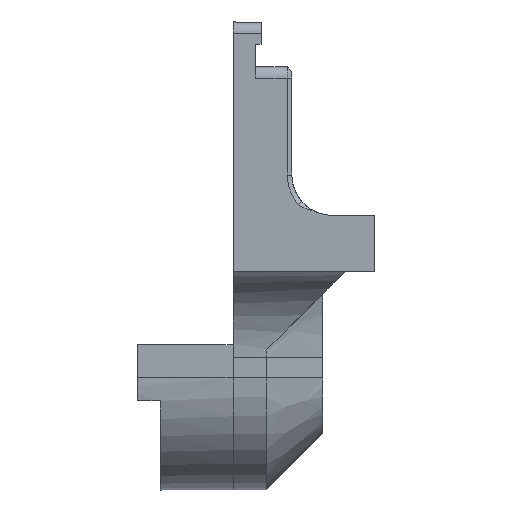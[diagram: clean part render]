
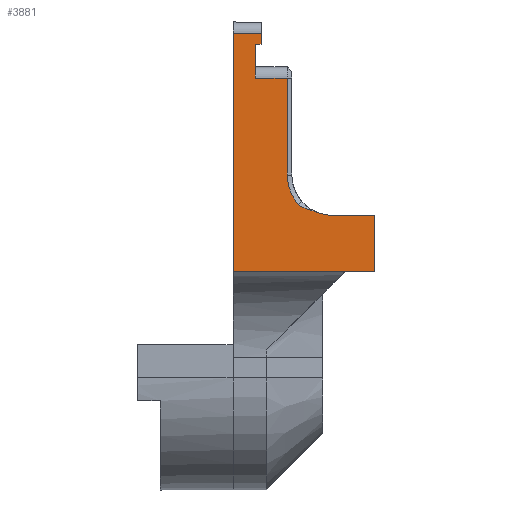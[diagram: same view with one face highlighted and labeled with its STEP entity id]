
A CAD part, front view. The second image highlights one B-rep face of the part: STEP entity #3881.
In plain terms, the highlighted face is planar.
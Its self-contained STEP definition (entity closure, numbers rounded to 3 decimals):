
#18=B_SPLINE_CURVE_WITH_KNOTS('',3,(#5958,#5959,#5960,#5961,#5962,#5963,
#5964,#5965,#5966,#5967),.UNSPECIFIED.,.F.,.F.,(4,2,2,2,4),(0.626,
0.628,0.646,0.66,0.672),
 .UNSPECIFIED.);
#114=PLANE('',#4173);
#267=FACE_OUTER_BOUND('',#502,.T.);
#502=EDGE_LOOP('',(#2863,#2864,#2865,#2866,#2867,#2868,#2869,#2870,#2871,
#2872,#2873,#2874,#2875,#2876,#2877));
#748=LINE('',#5815,#1177);
#749=LINE('',#5820,#1178);
#765=LINE('',#5852,#1194);
#769=LINE('',#5861,#1198);
#793=LINE('',#5950,#1222);
#794=LINE('',#5952,#1223);
#796=LINE('',#5971,#1225);
#797=LINE('',#5973,#1226);
#798=LINE('',#5975,#1227);
#799=LINE('',#5977,#1228);
#800=LINE('',#5979,#1229);
#801=LINE('',#5980,#1230);
#1177=VECTOR('',#4623,10.);
#1178=VECTOR('',#4628,10.);
#1194=VECTOR('',#4646,10.);
#1198=VECTOR('',#4652,10.);
#1222=VECTOR('',#4728,10.);
#1223=VECTOR('',#4731,10.);
#1225=VECTOR('',#4739,1000.);
#1226=VECTOR('',#4740,1000.);
#1227=VECTOR('',#4741,1000.);
#1228=VECTOR('',#4742,1000.);
#1229=VECTOR('',#4743,1000.);
#1230=VECTOR('',#4744,1000.);
#1604=CIRCLE('',#4174,3.6);
#1605=CIRCLE('',#4175,4.);
#1750=VERTEX_POINT('',#5812);
#1751=VERTEX_POINT('',#5814);
#1752=VERTEX_POINT('',#5818);
#1753=VERTEX_POINT('',#5819);
#1768=VERTEX_POINT('',#5851);
#1771=VERTEX_POINT('',#5859);
#1772=VERTEX_POINT('',#5860);
#1812=VERTEX_POINT('',#5955);
#1813=VERTEX_POINT('',#5957);
#1814=VERTEX_POINT('',#5968);
#1815=VERTEX_POINT('',#5970);
#1816=VERTEX_POINT('',#5972);
#1817=VERTEX_POINT('',#5974);
#1818=VERTEX_POINT('',#5976);
#1819=VERTEX_POINT('',#5978);
#2134=EDGE_CURVE('',#1750,#1751,#748,.T.);
#2136=EDGE_CURVE('',#1752,#1753,#749,.T.);
#2152=EDGE_CURVE('',#1753,#1768,#765,.T.);
#2156=EDGE_CURVE('',#1771,#1772,#769,.T.);
#2202=EDGE_CURVE('',#1768,#1750,#793,.T.);
#2203=EDGE_CURVE('',#1751,#1771,#794,.T.);
#2205=EDGE_CURVE('',#1752,#1812,#1604,.T.);
#2206=EDGE_CURVE('',#1813,#1812,#18,.T.);
#2207=EDGE_CURVE('',#1813,#1814,#1605,.T.);
#2208=EDGE_CURVE('',#1814,#1815,#796,.T.);
#2209=EDGE_CURVE('',#1815,#1816,#797,.T.);
#2210=EDGE_CURVE('',#1816,#1817,#798,.T.);
#2211=EDGE_CURVE('',#1818,#1817,#799,.T.);
#2212=EDGE_CURVE('',#1818,#1819,#800,.T.);
#2213=EDGE_CURVE('',#1819,#1772,#801,.T.);
#2863=ORIENTED_EDGE('',*,*,#2156,.F.);
#2864=ORIENTED_EDGE('',*,*,#2203,.F.);
#2865=ORIENTED_EDGE('',*,*,#2134,.F.);
#2866=ORIENTED_EDGE('',*,*,#2202,.F.);
#2867=ORIENTED_EDGE('',*,*,#2152,.F.);
#2868=ORIENTED_EDGE('',*,*,#2136,.F.);
#2869=ORIENTED_EDGE('',*,*,#2205,.T.);
#2870=ORIENTED_EDGE('',*,*,#2206,.F.);
#2871=ORIENTED_EDGE('',*,*,#2207,.T.);
#2872=ORIENTED_EDGE('',*,*,#2208,.T.);
#2873=ORIENTED_EDGE('',*,*,#2209,.T.);
#2874=ORIENTED_EDGE('',*,*,#2210,.T.);
#2875=ORIENTED_EDGE('',*,*,#2211,.F.);
#2876=ORIENTED_EDGE('',*,*,#2212,.T.);
#2877=ORIENTED_EDGE('',*,*,#2213,.T.);
#3881=ADVANCED_FACE('',(#267),#114,.T.);
#4173=AXIS2_PLACEMENT_3D('',#5954,#4733,#4734);
#4174=AXIS2_PLACEMENT_3D('',#5956,#4735,#4736);
#4175=AXIS2_PLACEMENT_3D('',#5969,#4737,#4738);
#4623=DIRECTION('',(-0.707,0.707,0.));
#4628=DIRECTION('',(1.,0.,0.));
#4646=DIRECTION('',(0.,1.,0.));
#4652=DIRECTION('',(0.,-1.,0.));
#4728=DIRECTION('',(-1.,0.,0.));
#4731=DIRECTION('',(-1.,0.,0.));
#4733=DIRECTION('center_axis',(0.,0.,
-1.));
#4734=DIRECTION('ref_axis',(-1.,0.,0.));
#4735=DIRECTION('center_axis',(0.,0.,
1.));
#4736=DIRECTION('ref_axis',(0.,1.,0.));
#4737=DIRECTION('center_axis',(0.,0.,
1.));
#4738=DIRECTION('ref_axis',(-1.,0.,0.));
#4739=DIRECTION('',(0.,-1.,0.));
#4740=DIRECTION('',(-1.,0.,0.));
#4741=DIRECTION('',(0.,-1.,0.));
#4742=DIRECTION('',(-1.,0.,0.));
#4743=DIRECTION('',(0.,-1.,0.));
#4744=DIRECTION('',(-1.,0.,0.));
#5812=CARTESIAN_POINT('',(636.5,-44.05,278.035));
#5814=CARTESIAN_POINT('',(636.494,-44.044,278.035));
#5815=CARTESIAN_POINT('',(640.331,-47.881,278.035));
#5818=CARTESIAN_POINT('',(635.35,-49.05,278.035));
#5819=CARTESIAN_POINT('',(639.1,-49.05,278.035));
#5820=CARTESIAN_POINT('',(629.649,-49.05,278.035));
#5851=CARTESIAN_POINT('',(639.1,-44.05,278.035));
#5852=CARTESIAN_POINT('',(639.1,-49.61,278.035));
#5859=CARTESIAN_POINT('',(626.5,-44.044,278.035));
#5860=CARTESIAN_POINT('',(626.5,-65.3,278.035));
#5861=CARTESIAN_POINT('',(626.5,-49.61,278.035));
#5950=CARTESIAN_POINT('',(632.8,-44.05,278.035));
#5952=CARTESIAN_POINT('',(632.6,-44.044,278.035));
#5954=CARTESIAN_POINT('Origin',(638.7,-59.175,278.035));
#5955=CARTESIAN_POINT('',(633.744,-49.428,278.035));
#5956=CARTESIAN_POINT('Origin',(635.35,-52.65,278.035));
#5957=CARTESIAN_POINT('',(632.31,-50.05,278.035));
#5958=CARTESIAN_POINT('Ctrl Pts',(632.31,-50.05,278.035));
#5959=CARTESIAN_POINT('Ctrl Pts',(632.319,-50.043,278.035));
#5960=CARTESIAN_POINT('Ctrl Pts',(632.341,-50.025,278.035));
#5961=CARTESIAN_POINT('Ctrl Pts',(632.53,-49.881,278.035));
#5962=CARTESIAN_POINT('Ctrl Pts',(632.729,-49.78,278.035));
#5963=CARTESIAN_POINT('Ctrl Pts',(633.059,-49.641,278.035));
#5964=CARTESIAN_POINT('Ctrl Pts',(633.207,-49.588,278.035));
#5965=CARTESIAN_POINT('Ctrl Pts',(633.482,-49.5,278.035));
#5966=CARTESIAN_POINT('Ctrl Pts',(633.613,-49.462,278.035));
#5967=CARTESIAN_POINT('Ctrl Pts',(633.744,-49.428,278.035));
#5968=CARTESIAN_POINT('',(631.35,-52.65,278.035));
#5969=CARTESIAN_POINT('Origin',(635.35,-52.65,278.035));
#5970=CARTESIAN_POINT('',(631.35,-61.3,278.035));
#5971=CARTESIAN_POINT('',(631.35,-61.3,278.035));
#5972=CARTESIAN_POINT('',(628.5,-61.3,278.035));
#5973=CARTESIAN_POINT('',(638.7,-61.3,278.035));
#5974=CARTESIAN_POINT('',(628.5,-64.3,278.035));
#5975=CARTESIAN_POINT('',(628.5,-59.175,278.035));
#5976=CARTESIAN_POINT('',(629.,-64.3,278.035));
#5977=CARTESIAN_POINT('',(628.5,-64.3,278.035));
#5978=CARTESIAN_POINT('',(629.,-65.3,278.035));
#5979=CARTESIAN_POINT('',(629.,-59.175,278.035));
#5980=CARTESIAN_POINT('',(626.5,-65.3,278.035));
